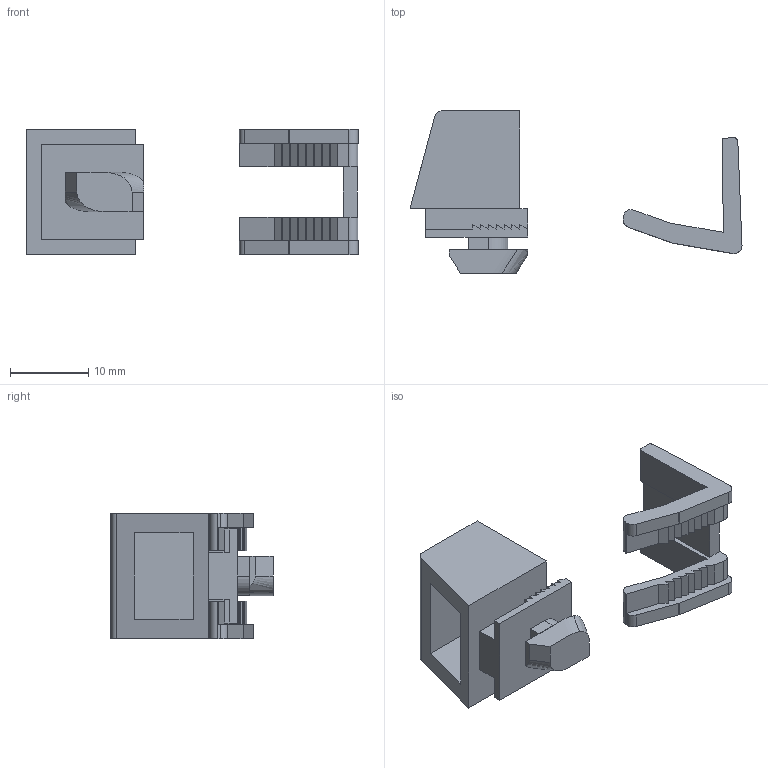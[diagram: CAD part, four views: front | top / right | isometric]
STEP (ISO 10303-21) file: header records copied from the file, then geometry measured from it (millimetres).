
FILE_DESCRIPTION(/* description */ ('STEP AP214'),/* implementation_level */ '2;1');
FILE_NAME(/* name */ '094311',/* time_stamp */ '2022-07-14T09:49:12+02:00',/* author */ ('License CC BY-ND 4.0'),/* organization */ ('CADENAS'),/* preprocessor_version */ 'ST-DEVELOPER v18.102',/* originating_system */ 'PARTsolutions',/* authorisation */ ' ');
FILE_SCHEMA (('AUTOMOTIVE_DESIGN {1 0 10303 214 3 1 1}'));
Length unit declared in the file: millimetre
Products named in the file (3): 094311; 0943112; 0943111
Assembly tree (2 placements, depth 2):
  094311
    0943112
    0943111
Bounding box: 42.37 x 20.7 x 16 mm (x, y, z)
Volume: 2784.7 mm3; surface area: 2959.3 mm2
Topology: 2 solids, 2 shells, 141 faces, 396 edges, 264 vertices
Faces by surface type: plane 117, cylinder 18, bspline 4, cone 2
Full cylindrical faces by diameter (mm): 2.1 x2
Entity records: 4579 total; most frequent: CARTESIAN_POINT 848, ORIENTED_EDGE 784, DIRECTION 714, EDGE_CURVE 392, LINE 342, VECTOR 342, VERTEX_POINT 264, AXIS2_PLACEMENT_3D 186
